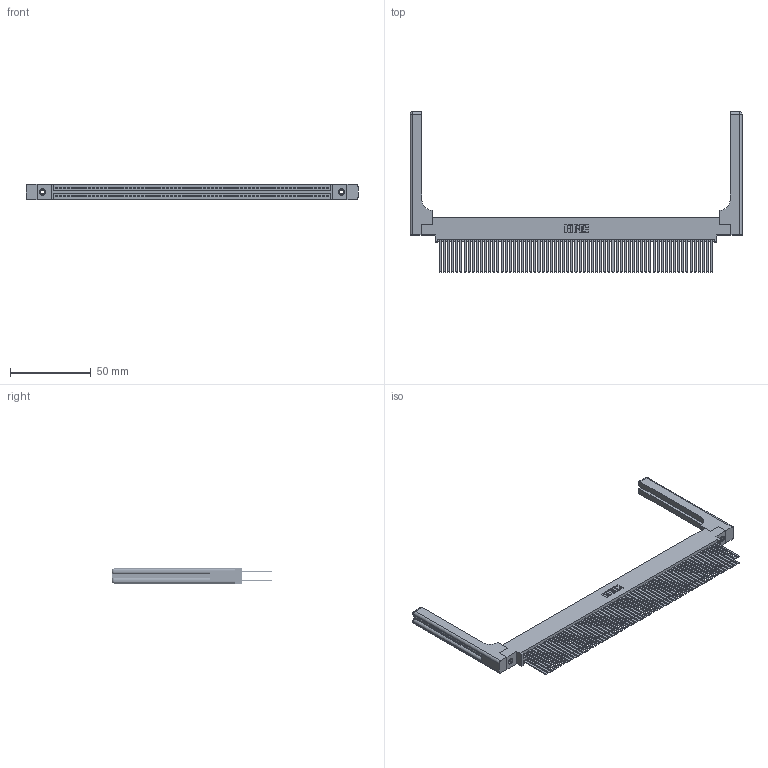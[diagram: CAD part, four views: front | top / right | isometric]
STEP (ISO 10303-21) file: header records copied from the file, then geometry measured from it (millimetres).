
FILE_DESCRIPTION (( 'STEP AP203' ), '1' );
FILE_NAME ('395-134-544-858.STEP', '2019-10-29T10:56:52', ( '' ), ( '' ), 'SwSTEP 2.0', 'SolidWorks 2016', '' );
FILE_SCHEMA (( 'CONFIG_CONTROL_DESIGN' ));
Length unit declared in the file: inch
Products named in the file (5): 345-250-001_345-250-001-102; 345-220-058_345-220-058; 395-134-544-858; 345 Part_0.170 Offset - 0.156 Dia-TH; 345-292-001_345-293-144
Assembly tree (139 placements, depth 2):
  395-134-544-858
    345 Part_0.170 Offset - 0.156 Dia-TH
    345-292-001_345-293-144  x134
    345-250-001_345-250-001-102  x2
    345-220-058_345-220-058  x2
Bounding box: 205.21 x 99.24 x 9.4 mm (x, y, z)
Volume: 30406.2 mm3; surface area: 43609.9 mm2
Topology: 139 solids, 139 shells, 6282 faces, 18573 edges, 12182 vertices
Faces by surface type: plane 4118, cylinder 2104, bspline 36, cone 12, sphere 8, torus 4
Entity records: 54334 total; most frequent: CARTESIAN_POINT 10077, ORIENTED_EDGE 8808, DIRECTION 7784, EDGE_CURVE 4404, VECTOR 3916, LINE 3916, VERTEX_POINT 2926, AXIS2_PLACEMENT_3D 1934
